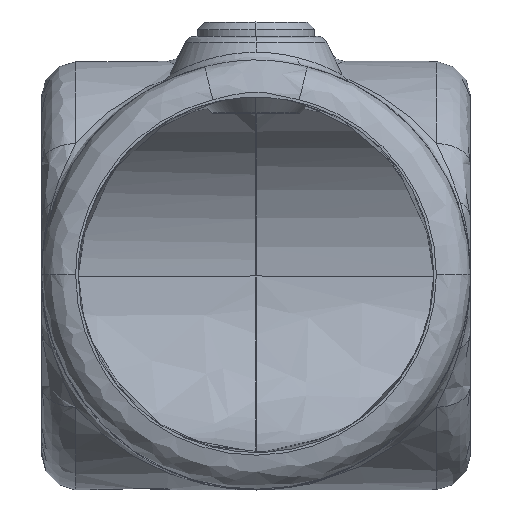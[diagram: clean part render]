
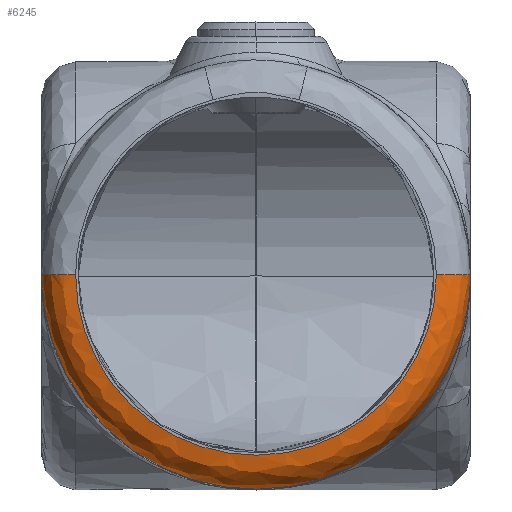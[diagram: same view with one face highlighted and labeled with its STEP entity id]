
A CAD part, top view. The second image highlights one B-rep face of the part: STEP entity #6245.
In plain terms, the highlighted free-form (B-spline) face has degree [3, 3] with [4, 4] control points.
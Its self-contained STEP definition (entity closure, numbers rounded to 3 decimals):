
#168 = VERTEX_POINT ( 'NONE', #9194 ) ;
#176 = CARTESIAN_POINT ( 'NONE',  ( -25.2, 0., 67. ) ) ;
#253 = CARTESIAN_POINT ( 'NONE',  ( 24.726, -49.452, 66.976 ) ) ;
#326 = CARTESIAN_POINT ( 'NONE',  ( -30.25, -60.501, 65.005 ) ) ;
#360 = CARTESIAN_POINT ( 'NONE',  ( 29.926, 0., 61.776 ) ) ;
#421 = CARTESIAN_POINT ( 'NONE',  ( 22.65, -11.169, 67. ) ) ;
#454 = CARTESIAN_POINT ( 'NONE',  ( -24.394, -6.535, 67. ) ) ;
#517 = CARTESIAN_POINT ( 'NONE',  ( 16.652, -18.986, 67. ) ) ;
#836 = CARTESIAN_POINT ( 'NONE',  ( -29.95, 0., 62.25 ) ) ;
#960 = FACE_OUTER_BOUND ( 'NONE', #4320, .T. ) ;
#1052 = CARTESIAN_POINT ( 'NONE',  ( -27.955, 0., 67.3 ) ) ;
#1070 = EDGE_CURVE ( 'NONE', #1255, #168, #8005, .T. ) ;
#1087 = CARTESIAN_POINT ( 'NONE',  ( 30.25, -60.501, 65.005 ) ) ;
#1147 = CARTESIAN_POINT ( 'NONE',  ( -8.119, -23.913, 67. ) ) ;
#1184 = CARTESIAN_POINT ( 'NONE',  ( -11.169, -22.65, 67. ) ) ;
#1213 = CARTESIAN_POINT ( 'NONE',  ( 24.394, -6.535, 67. ) ) ;
#1255 = VERTEX_POINT ( 'NONE', #3101 ) ;
#1278 = CARTESIAN_POINT ( 'NONE',  ( 25.2, 0., 67. ) ) ;
#1371 = CARTESIAN_POINT ( 'NONE',  ( 27.982, 0., 67. ) ) ;
#1540 = CARTESIAN_POINT ( 'NONE',  ( -29.95, 0., 62.25 ) ) ;
#1694 = CARTESIAN_POINT ( 'NONE',  ( 30.25, 0., 65.005 ) ) ;
#1727 = B_SPLINE_CURVE_WITH_KNOTS ( 'NONE', 3,
 ( #176, #4950, #7262, #454, #9490, #7294, #6376, #2704, #3514, #8772, #5685, #4263, #1184, #1147, #4166, #2803, #9522, #7227, #9551, #5015, #2666, #7159, #9428, #5627, #517, #5749, #3414, #7926, #421, #3480, #1213, #3542, #7959, #1278 ),
 .UNSPECIFIED., .F., .F.,
 ( 4, 2, 2, 2, 2, 2, 2, 2, 2, 2, 2, 2, 2, 2, 2, 2, 4 ),
 ( 3.142, 3.338, 3.534, 3.731, 3.927, 4.123, 4.32, 4.516, 4.712, 4.909, 5.105, 5.301, 5.498, 5.694, 5.89, 6.087, 6.283 ),
 .UNSPECIFIED. ) ;
#1818 = CARTESIAN_POINT ( 'NONE',  ( 24.726, 0., 66.976 ) ) ;
#1891 = CARTESIAN_POINT ( 'NONE',  ( -29.926, -59.853, 61.776 ) ) ;
#2084 = ORIENTED_EDGE ( 'NONE', *, *, #6488, .F. ) ;
#2183 = VERTEX_POINT ( 'NONE', #1540 ) ;
#2284 = CARTESIAN_POINT ( 'NONE',  ( -27.982, 0., 67. ) ) ;
#2666 = CARTESIAN_POINT ( 'NONE',  ( 8.119, -23.913, 67. ) ) ;
#2704 = CARTESIAN_POINT ( 'NONE',  ( -20.036, -15.373, 67. ) ) ;
#2803 = CARTESIAN_POINT ( 'NONE',  ( -3.297, -25.038, 67. ) ) ;
#3101 = CARTESIAN_POINT ( 'NONE',  ( 25.2, 0., 67. ) ) ;
#3314 = ORIENTED_EDGE ( 'NONE', *, *, #4533, .T. ) ;
#3320 = CARTESIAN_POINT ( 'NONE',  ( 27.955, -55.911, 67.3 ) ) ;
#3414 = CARTESIAN_POINT ( 'NONE',  ( 20.036, -15.373, 67. ) ) ;
#3480 = CARTESIAN_POINT ( 'NONE',  ( 23.913, -8.119, 67. ) ) ;
#3514 = CARTESIAN_POINT ( 'NONE',  ( -18.986, -16.652, 67. ) ) ;
#3542 = CARTESIAN_POINT ( 'NONE',  ( 25.038, -3.297, 67. ) ) ;
#3571 = CARTESIAN_POINT ( 'NONE',  ( 29.95, 0., 65.032 ) ) ;
#3793 = CARTESIAN_POINT ( 'NONE',  ( 29.95, -59.9, 62.25 ) ) ;
#4078 = CARTESIAN_POINT ( 'NONE',  ( -30.25, 0., 65.005 ) ) ;
#4166 = CARTESIAN_POINT ( 'NONE',  ( -6.535, -24.394, 67. ) ) ;
#4263 = CARTESIAN_POINT ( 'NONE',  ( -12.628, -21.87, 67. ) ) ;
#4320 = EDGE_LOOP ( 'NONE', ( #8511, #2084, #7131, #3314 ) ) ;
#4438 =( BOUNDED_CURVE ( )  B_SPLINE_CURVE ( 3, ( #5370, #2284, #7648, #9060 ),
 .UNSPECIFIED., .F., .F. ) 
 B_SPLINE_CURVE_WITH_KNOTS ( ( 4, 4 ),
 ( 0., 1.571 ),
 .UNSPECIFIED. ) 
 CURVE ( )  GEOMETRIC_REPRESENTATION_ITEM ( )  RATIONAL_B_SPLINE_CURVE ( ( 0.957, 0.77, 0.77, 0.957 ) ) 
 REPRESENTATION_ITEM ( '' )  );
#4533 = EDGE_CURVE ( 'NONE', #2183, #168, #4565, .T. ) ;
#4565 =( BOUNDED_CURVE ( )  B_SPLINE_CURVE ( 3, ( #836, #9770, #3793, #5964 ),
 .UNSPECIFIED., .F., .T. ) 
 B_SPLINE_CURVE_WITH_KNOTS ( ( 4, 4 ),
 ( 3.142, 6.283 ),
 .UNSPECIFIED. ) 
 CURVE ( )  GEOMETRIC_REPRESENTATION_ITEM ( )  RATIONAL_B_SPLINE_CURVE ( ( 0.957, 0.319, 0.319, 0.957 ) ) 
 REPRESENTATION_ITEM ( '' )  );
#4762 = CARTESIAN_POINT ( 'NONE',  ( -24.726, 0., 66.976 ) ) ;
#4829 = CARTESIAN_POINT ( 'NONE',  ( 27.955, 0., 67.3 ) ) ;
#4950 = CARTESIAN_POINT ( 'NONE',  ( -25.2, -1.651, 67. ) ) ;
#5015 = CARTESIAN_POINT ( 'NONE',  ( 6.535, -24.394, 67. ) ) ;
#5370 = CARTESIAN_POINT ( 'NONE',  ( -25.2, 0., 67. ) ) ;
#5627 = CARTESIAN_POINT ( 'NONE',  ( 15.373, -20.036, 67. ) ) ;
#5685 = CARTESIAN_POINT ( 'NONE',  ( -15.373, -20.036, 67. ) ) ;
#5749 = CARTESIAN_POINT ( 'NONE',  ( 18.986, -16.652, 67. ) ) ;
#5809 =( BOUNDED_SURFACE ( )  B_SPLINE_SURFACE ( 3, 3, ( 
 ( #4762, #9337, #253, #1818 ),
 ( #1052, #7834, #3320, #4829 ),
 ( #4078, #326, #1087, #1694 ),
 ( #6924, #1891, #7933, #360 ) ),
 .UNSPECIFIED., .F., .F., .T. ) 
 B_SPLINE_SURFACE_WITH_KNOTS ( ( 4, 4 ),
 ( 4, 4 ),
 ( 0., 1. ),
 ( 0., 1. ),
 .UNSPECIFIED. ) 
 GEOMETRIC_REPRESENTATION_ITEM ( )  RATIONAL_B_SPLINE_SURFACE ( (
 ( 1., 0.333, 0.333, 1.),
 ( 0.755, 0.252, 0.252, 0.755),
 ( 0.755, 0.252, 0.252, 0.755),
 ( 1., 0.333, 0.333, 1.) ) ) 
 REPRESENTATION_ITEM ( '' )  SURFACE ( )  );
#5964 = CARTESIAN_POINT ( 'NONE',  ( 29.95, 0., 62.25 ) ) ;
#6245 = ADVANCED_FACE ( 'NONE', ( #960 ), #5809, .T. ) ;
#6282 = VERTEX_POINT ( 'NONE', #6419 ) ;
#6376 = CARTESIAN_POINT ( 'NONE',  ( -21.87, -12.628, 67. ) ) ;
#6419 = CARTESIAN_POINT ( 'NONE',  ( -25.2, 0., 67. ) ) ;
#6488 = EDGE_CURVE ( 'NONE', #6282, #1255, #1727, .T. ) ;
#6586 = EDGE_CURVE ( 'NONE', #6282, #2183, #4438, .T. ) ;
#6796 = CARTESIAN_POINT ( 'NONE',  ( 29.95, 0., 62.25 ) ) ;
#6924 = CARTESIAN_POINT ( 'NONE',  ( -29.926, 0., 61.776 ) ) ;
#7131 = ORIENTED_EDGE ( 'NONE', *, *, #6586, .T. ) ;
#7159 = CARTESIAN_POINT ( 'NONE',  ( 11.169, -22.65, 67. ) ) ;
#7227 = CARTESIAN_POINT ( 'NONE',  ( 1.651, -25.2, 67. ) ) ;
#7262 = CARTESIAN_POINT ( 'NONE',  ( -25.038, -3.297, 67. ) ) ;
#7294 = CARTESIAN_POINT ( 'NONE',  ( -22.65, -11.169, 67. ) ) ;
#7648 = CARTESIAN_POINT ( 'NONE',  ( -29.95, 0., 65.032 ) ) ;
#7834 = CARTESIAN_POINT ( 'NONE',  ( -27.955, -55.911, 67.3 ) ) ;
#7926 = CARTESIAN_POINT ( 'NONE',  ( 21.87, -12.628, 67. ) ) ;
#7933 = CARTESIAN_POINT ( 'NONE',  ( 29.926, -59.853, 61.776 ) ) ;
#7959 = CARTESIAN_POINT ( 'NONE',  ( 25.2, -1.651, 67. ) ) ;
#8005 =( BOUNDED_CURVE ( )  B_SPLINE_CURVE ( 3, ( #9645, #1371, #3571, #6796 ),
 .UNSPECIFIED., .F., .F. ) 
 B_SPLINE_CURVE_WITH_KNOTS ( ( 4, 4 ),
 ( 0., 1.571 ),
 .UNSPECIFIED. ) 
 CURVE ( )  GEOMETRIC_REPRESENTATION_ITEM ( )  RATIONAL_B_SPLINE_CURVE ( ( 0.957, 0.77, 0.77, 0.957 ) ) 
 REPRESENTATION_ITEM ( '' )  );
#8511 = ORIENTED_EDGE ( 'NONE', *, *, #1070, .F. ) ;
#8772 = CARTESIAN_POINT ( 'NONE',  ( -16.652, -18.986, 67. ) ) ;
#9060 = CARTESIAN_POINT ( 'NONE',  ( -29.95, 0., 62.25 ) ) ;
#9194 = CARTESIAN_POINT ( 'NONE',  ( 29.95, 0., 62.25 ) ) ;
#9337 = CARTESIAN_POINT ( 'NONE',  ( -24.726, -49.452, 66.976 ) ) ;
#9428 = CARTESIAN_POINT ( 'NONE',  ( 12.628, -21.87, 67. ) ) ;
#9490 = CARTESIAN_POINT ( 'NONE',  ( -23.913, -8.119, 67. ) ) ;
#9522 = CARTESIAN_POINT ( 'NONE',  ( -1.651, -25.2, 67. ) ) ;
#9551 = CARTESIAN_POINT ( 'NONE',  ( 3.297, -25.038, 67. ) ) ;
#9645 = CARTESIAN_POINT ( 'NONE',  ( 25.2, 0., 67. ) ) ;
#9770 = CARTESIAN_POINT ( 'NONE',  ( -29.95, -59.9, 62.25 ) ) ;
